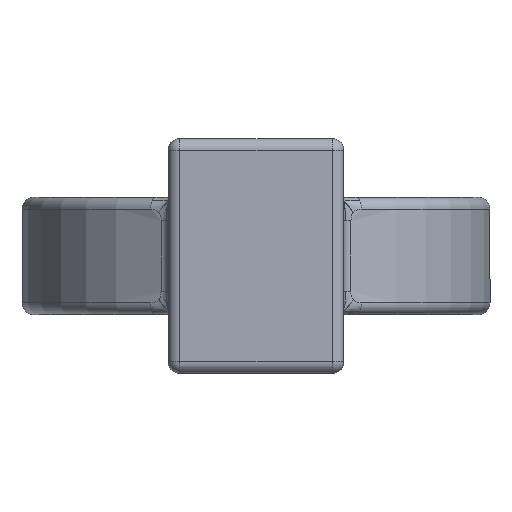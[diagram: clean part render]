
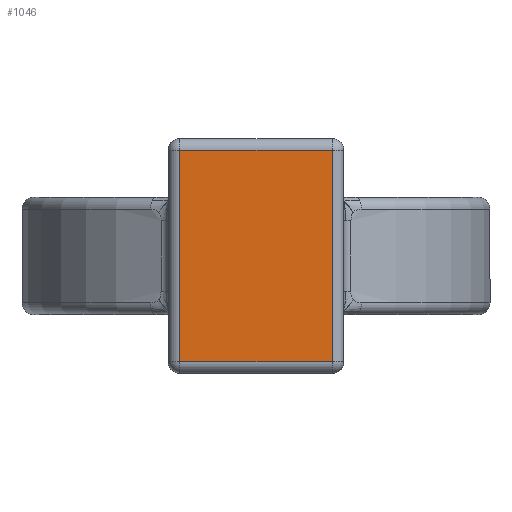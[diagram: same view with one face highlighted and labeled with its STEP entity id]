
A CAD part, left-side view. The second image highlights one B-rep face of the part: STEP entity #1046.
In plain terms, the highlighted planar face has unit normal (-1, 0, 0).
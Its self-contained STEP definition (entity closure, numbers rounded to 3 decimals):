
#16=PLANE('',#1162);
#29=LINE('',#4028,#57);
#33=LINE('',#4055,#61);
#35=LINE('',#4058,#63);
#55=LINE('',#4487,#83);
#57=VECTOR('',#1264,10.);
#61=VECTOR('',#1296,10.);
#63=VECTOR('',#1300,10.);
#83=VECTOR('',#1408,10.);
#170=FACE_OUTER_BOUND('',#240,.T.);
#240=EDGE_LOOP('',(#885,#886,#887,#888));
#447=VERTEX_POINT('',#4016);
#448=VERTEX_POINT('',#4020);
#451=VERTEX_POINT('',#4030);
#459=VERTEX_POINT('',#4050);
#568=EDGE_CURVE('',#448,#447,#29,.T.);
#581=EDGE_CURVE('',#451,#459,#33,.T.);
#583=EDGE_CURVE('',#459,#448,#35,.T.);
#632=EDGE_CURVE('',#447,#451,#55,.T.);
#885=ORIENTED_EDGE('',*,*,#581,.F.);
#886=ORIENTED_EDGE('',*,*,#632,.F.);
#887=ORIENTED_EDGE('',*,*,#568,.F.);
#888=ORIENTED_EDGE('',*,*,#583,.F.);
#1046=ADVANCED_FACE('',(#170),#16,.T.);
#1162=AXIS2_PLACEMENT_3D('',#4489,#1411,#1412);
#1264=DIRECTION('',(0.,0.,1.));
#1296=DIRECTION('',(0.,0.,-1.));
#1300=DIRECTION('',(0.,1.,0.));
#1408=DIRECTION('',(0.,-1.,0.));
#1411=DIRECTION('center_axis',(-1.,0.,0.));
#1412=DIRECTION('ref_axis',(0.,-1.,0.));
#4016=CARTESIAN_POINT('',(-175.,13.,18.));
#4020=CARTESIAN_POINT('',(-175.,13.,-18.));
#4028=CARTESIAN_POINT('',(-175.,13.,0.));
#4030=CARTESIAN_POINT('',(-175.,-13.,18.));
#4050=CARTESIAN_POINT('',(-175.,-13.,-18.));
#4055=CARTESIAN_POINT('',(-175.,-13.,0.));
#4058=CARTESIAN_POINT('',(-175.,7.5,-18.));
#4487=CARTESIAN_POINT('',(-175.,7.5,18.));
#4489=CARTESIAN_POINT('Origin',(-175.,15.,0.));
